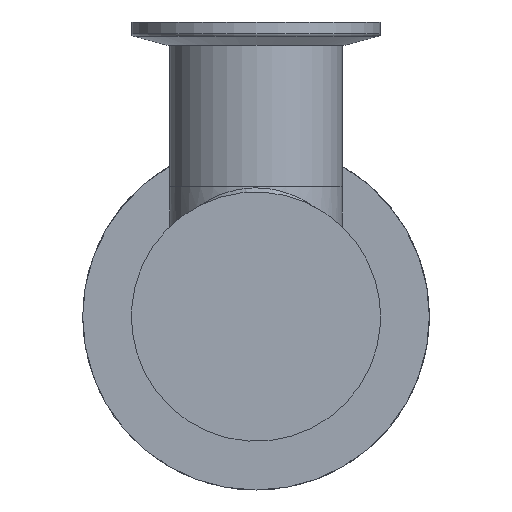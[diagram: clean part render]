
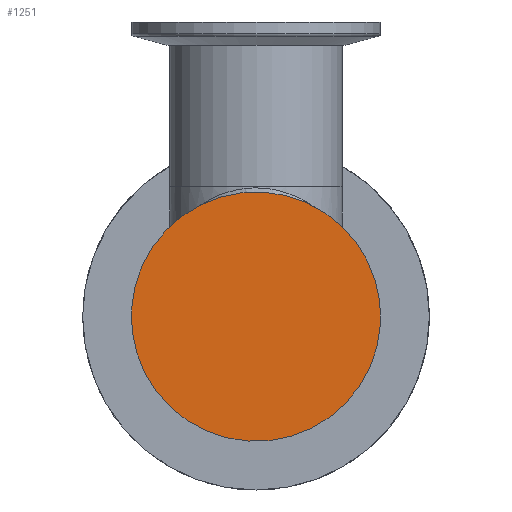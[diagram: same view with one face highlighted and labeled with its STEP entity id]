
A CAD part, left-side view. The second image highlights one B-rep face of the part: STEP entity #1251.
In plain terms, the highlighted planar face has unit normal (-1, 0, 0).
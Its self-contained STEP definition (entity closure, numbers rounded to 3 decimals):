
#143=CIRCLE('',#1436,27.5);
#225=FACE_OUTER_BOUND('',#326,.T.);
#326=EDGE_LOOP('',(#1039));
#610=VERTEX_POINT('',#2417);
#771=EDGE_CURVE('',#610,#610,#143,.T.);
#1039=ORIENTED_EDGE('',*,*,#771,.T.);
#1098=PLANE('',#1435);
#1251=ADVANCED_FACE('',(#225),#1098,.T.);
#1435=AXIS2_PLACEMENT_3D('',#2416,#1776,#1777);
#1436=AXIS2_PLACEMENT_3D('',#2418,#1778,#1779);
#1776=DIRECTION('center_axis',(-1.,0.,0.));
#1777=DIRECTION('ref_axis',(0.,-0.804,0.594));
#1778=DIRECTION('center_axis',(-1.,0.,0.));
#1779=DIRECTION('ref_axis',(0.,-0.804,0.594));
#2416=CARTESIAN_POINT('Origin',(116.128,37.221,-125.95));
#2417=CARTESIAN_POINT('',(116.128,34.446,-123.9));
#2418=CARTESIAN_POINT('Origin',(116.128,56.561,-140.246));
